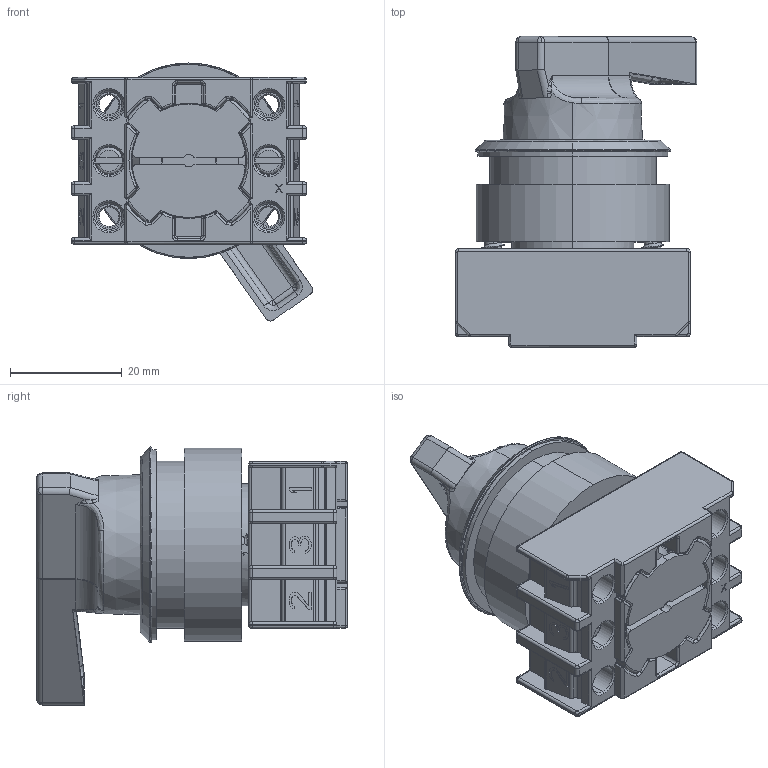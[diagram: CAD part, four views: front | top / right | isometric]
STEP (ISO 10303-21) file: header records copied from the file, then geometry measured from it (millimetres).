
FILE_DESCRIPTION (( 'STEP AP203' ), '1' );
FILE_NAME ('EWT21.1V.step', '2020-12-14T22:10:31', ( '' ), ( '' ), 'SwSTEP 2.0', 'SolidWorks 2019', '' );
FILE_SCHEMA (( 'CONFIG_CONTROL_DESIGN' ));
Products named in the file (1): EWT21.1V
Bounding box: 43.14 x 55.55 x 46.1 mm (x, y, z)
Volume: 30088.1 mm3; surface area: 26026.1 mm2
Topology: 5 solids, 5 shells, 1671 faces, 4457 edges, 2746 vertices
Faces by surface type: plane 617, cylinder 563, bspline 344, cone 124, torus 23
Entity records: 73233 total; most frequent: CARTESIAN_POINT 34705, ORIENTED_EDGE 8774, DIRECTION 7213, EDGE_CURVE 4387, VERTEX_POINT 2746, AXIS2_PLACEMENT_3D 2528, VECTOR 2157, LINE 2157
